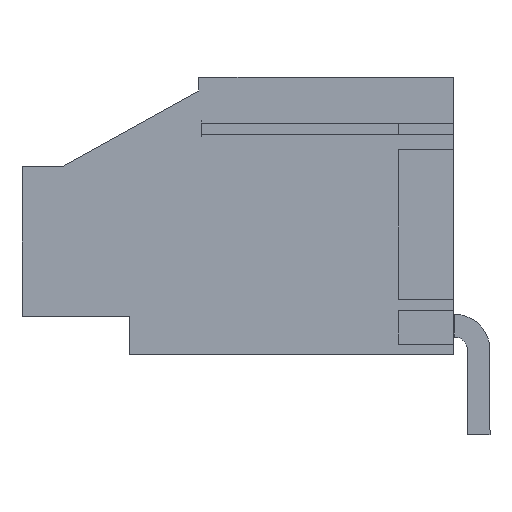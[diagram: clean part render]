
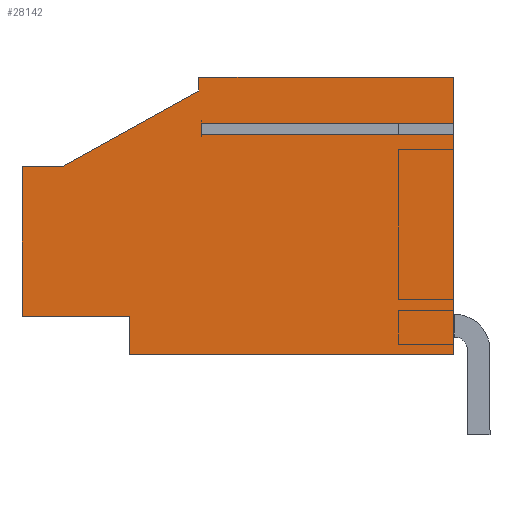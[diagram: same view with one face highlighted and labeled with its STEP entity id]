
A CAD part, left-side view. The second image highlights one B-rep face of the part: STEP entity #28142.
In plain terms, the highlighted planar face has unit normal (-1, 0, 0).
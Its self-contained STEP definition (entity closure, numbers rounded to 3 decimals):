
#28106=AXIS2_PLACEMENT_3D('Plane Axis2P3D',#28103,#28104,#28105) ;
#27688=CARTESIAN_POINT('Vertex',(-40.64,18.57,11.963)) ;
#27695=CARTESIAN_POINT('Vertex',(-40.64,18.57,6.022)) ;
#27698=CARTESIAN_POINT('Line Origine',(-40.64,18.57,8.992)) ;
#27731=CARTESIAN_POINT('Vertex',(-40.64,16.958,11.963)) ;
#27734=CARTESIAN_POINT('Line Origine',(-40.64,17.764,11.963)) ;
#27755=CARTESIAN_POINT('Vertex',(-40.64,11.55,14.961)) ;
#27758=CARTESIAN_POINT('Line Origine',(-40.64,14.254,13.462)) ;
#27782=CARTESIAN_POINT('Line Origine',(-40.64,11.55,15.239)) ;
#27786=CARTESIAN_POINT('Vertex',(-40.64,11.55,15.517)) ;
#27806=CARTESIAN_POINT('Line Origine',(-40.64,6.5,15.517)) ;
#27810=CARTESIAN_POINT('Vertex',(-40.64,1.45,15.517)) ;
#27848=CARTESIAN_POINT('Vertex',(-40.64,1.45,13.692)) ;
#27890=CARTESIAN_POINT('Vertex',(-40.64,1.45,13.242)) ;
#27893=CARTESIAN_POINT('Line Origine',(-40.64,1.45,8.879)) ;
#27897=CARTESIAN_POINT('Vertex',(-40.64,1.45,4.517)) ;
#27905=CARTESIAN_POINT('Line Origine',(-40.64,1.45,14.604)) ;
#27996=CARTESIAN_POINT('Vertex',(-40.64,14.3,4.517)) ;
#28014=CARTESIAN_POINT('Line Origine',(-40.64,7.875,4.517)) ;
#28047=CARTESIAN_POINT('Vertex',(-40.64,14.3,6.022)) ;
#28050=CARTESIAN_POINT('Line Origine',(-40.64,14.3,5.269)) ;
#28091=CARTESIAN_POINT('Line Origine',(-40.64,16.435,6.022)) ;
#28103=CARTESIAN_POINT('Axis2P3D Location',(-40.64,10.01,10.017)) ;
#28108=CARTESIAN_POINT('Line Origine',(-40.64,6.45,13.242)) ;
#28112=CARTESIAN_POINT('Vertex',(-40.64,11.45,13.242)) ;
#28115=CARTESIAN_POINT('Line Origine',(-40.64,11.45,13.467)) ;
#28119=CARTESIAN_POINT('Vertex',(-40.64,11.45,13.692)) ;
#28122=CARTESIAN_POINT('Line Origine',(-40.64,6.45,13.692)) ;
#27699=DIRECTION('Vector Direction',(0.,0.,1.)) ;
#27735=DIRECTION('Vector Direction',(0.,-1.,0.)) ;
#27759=DIRECTION('Vector Direction',(0.,-0.875,0.485)) ;
#27783=DIRECTION('Vector Direction',(0.,0.,-1.)) ;
#27807=DIRECTION('Vector Direction',(0.,1.,0.)) ;
#27894=DIRECTION('Vector Direction',(0.,0.,1.)) ;
#27906=DIRECTION('Vector Direction',(0.,0.,1.)) ;
#28015=DIRECTION('Vector Direction',(0.,1.,0.)) ;
#28051=DIRECTION('Vector Direction',(0.,0.,1.)) ;
#28092=DIRECTION('Vector Direction',(0.,-1.,0.)) ;
#28104=DIRECTION('Axis2P3D Direction',(-1.,0.,0.)) ;
#28105=DIRECTION('Axis2P3D XDirection',(0.,0.,1.)) ;
#28109=DIRECTION('Vector Direction',(0.,1.,0.)) ;
#28116=DIRECTION('Vector Direction',(0.,0.,1.)) ;
#28123=DIRECTION('Vector Direction',(0.,1.,0.)) ;
#27700=VECTOR('Line Direction',#27699,1.) ;
#27736=VECTOR('Line Direction',#27735,1.) ;
#27760=VECTOR('Line Direction',#27759,1.) ;
#27784=VECTOR('Line Direction',#27783,1.) ;
#27808=VECTOR('Line Direction',#27807,1.) ;
#27895=VECTOR('Line Direction',#27894,1.) ;
#27907=VECTOR('Line Direction',#27906,1.) ;
#28016=VECTOR('Line Direction',#28015,1.) ;
#28052=VECTOR('Line Direction',#28051,1.) ;
#28093=VECTOR('Line Direction',#28092,1.) ;
#28110=VECTOR('Line Direction',#28109,1.) ;
#28117=VECTOR('Line Direction',#28116,1.) ;
#28124=VECTOR('Line Direction',#28123,1.) ;
#28128=ORIENTED_EDGE('',*,*,#27909,.T.) ;
#28129=ORIENTED_EDGE('',*,*,#27812,.T.) ;
#28130=ORIENTED_EDGE('',*,*,#27788,.T.) ;
#28131=ORIENTED_EDGE('',*,*,#27762,.F.) ;
#28132=ORIENTED_EDGE('',*,*,#27738,.F.) ;
#28133=ORIENTED_EDGE('',*,*,#27702,.F.) ;
#28134=ORIENTED_EDGE('',*,*,#28095,.T.) ;
#28135=ORIENTED_EDGE('',*,*,#28054,.F.) ;
#28136=ORIENTED_EDGE('',*,*,#28018,.F.) ;
#28137=ORIENTED_EDGE('',*,*,#27899,.T.) ;
#28138=ORIENTED_EDGE('',*,*,#28114,.T.) ;
#28139=ORIENTED_EDGE('',*,*,#28121,.T.) ;
#28140=ORIENTED_EDGE('',*,*,#28126,.F.) ;
#28142=ADVANCED_FACE('13',(#28141),#28107,.T.) ;
#27702=EDGE_CURVE('',#27696,#27689,#27701,.T.) ;
#27738=EDGE_CURVE('',#27689,#27732,#27737,.T.) ;
#27762=EDGE_CURVE('',#27732,#27756,#27761,.T.) ;
#27788=EDGE_CURVE('',#27787,#27756,#27785,.T.) ;
#27812=EDGE_CURVE('',#27811,#27787,#27809,.T.) ;
#27899=EDGE_CURVE('',#27898,#27891,#27896,.T.) ;
#27909=EDGE_CURVE('',#27849,#27811,#27908,.T.) ;
#28018=EDGE_CURVE('',#27898,#27997,#28017,.T.) ;
#28054=EDGE_CURVE('',#27997,#28048,#28053,.T.) ;
#28095=EDGE_CURVE('',#27696,#28048,#28094,.T.) ;
#28114=EDGE_CURVE('',#27891,#28113,#28111,.T.) ;
#28121=EDGE_CURVE('',#28113,#28120,#28118,.T.) ;
#28126=EDGE_CURVE('',#27849,#28120,#28125,.T.) ;
#28127=EDGE_LOOP('',(#28128,#28129,#28130,#28131,#28132,#28133,#28134,#28135,#28136,#28137,#28138,#28139,#28140)) ;
#28141=FACE_OUTER_BOUND('',#28127,.T.) ;
#27701=LINE('Line',#27698,#27700) ;
#27737=LINE('Line',#27734,#27736) ;
#27761=LINE('Line',#27758,#27760) ;
#27785=LINE('Line',#27782,#27784) ;
#27809=LINE('Line',#27806,#27808) ;
#27896=LINE('Line',#27893,#27895) ;
#27908=LINE('Line',#27905,#27907) ;
#28017=LINE('Line',#28014,#28016) ;
#28053=LINE('Line',#28050,#28052) ;
#28094=LINE('Line',#28091,#28093) ;
#28111=LINE('Line',#28108,#28110) ;
#28118=LINE('Line',#28115,#28117) ;
#28125=LINE('Line',#28122,#28124) ;
#28107=PLANE('',#28106) ;
#27689=VERTEX_POINT('',#27688) ;
#27696=VERTEX_POINT('',#27695) ;
#27732=VERTEX_POINT('',#27731) ;
#27756=VERTEX_POINT('',#27755) ;
#27787=VERTEX_POINT('',#27786) ;
#27811=VERTEX_POINT('',#27810) ;
#27849=VERTEX_POINT('',#27848) ;
#27891=VERTEX_POINT('',#27890) ;
#27898=VERTEX_POINT('',#27897) ;
#27997=VERTEX_POINT('',#27996) ;
#28048=VERTEX_POINT('',#28047) ;
#28113=VERTEX_POINT('',#28112) ;
#28120=VERTEX_POINT('',#28119) ;
